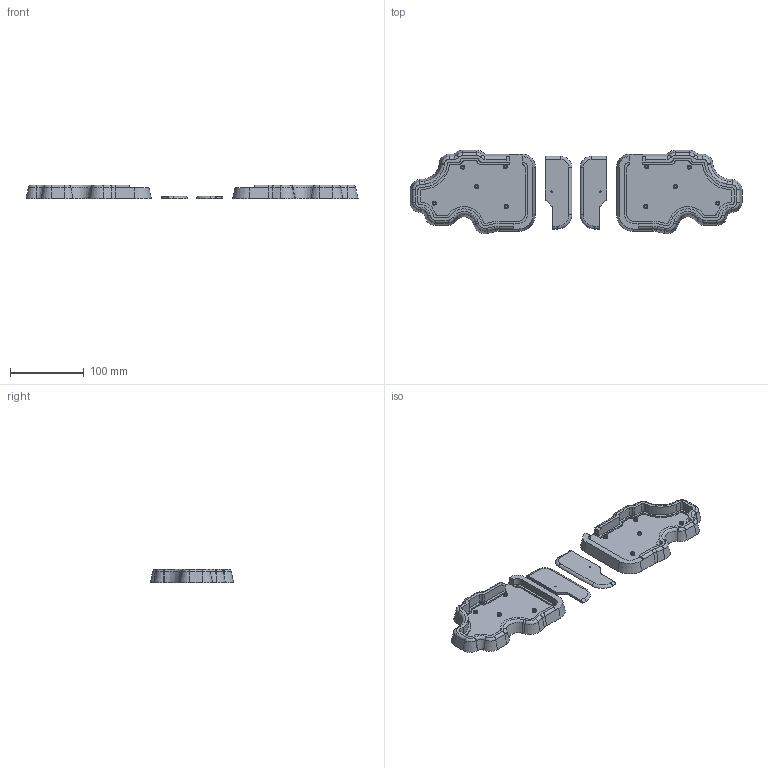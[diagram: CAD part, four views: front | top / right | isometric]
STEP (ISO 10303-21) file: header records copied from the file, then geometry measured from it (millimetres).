
FILE_DESCRIPTION(/* description */ ('STEP AP242','CAx-IF Rec.Pracs.---Representation and Presentation of Product Manufacturing Information (PMI)---4.0---2014-10-13','CAx-IF Rec.Pracs.---3D Tessellated Geometry---0.4---2014-09-14','2;1'),/* implementation_level */ '2;1');
FILE_NAME(/* name */ '62e7ec44da23c73a67cd788e',/* time_stamp */ '2022-08-01T15:07:48+00:00',/* author */ (''),/* organization */ (''),/* preprocessor_version */ 'ST-DEVELOPER v18.102',/* originating_system */ ' ',/* authorisation */ ' ');
FILE_SCHEMA (('AP242_MANAGED_MODEL_BASED_3D_ENGINEERING_MIM_LF { 1 0 10303 442 1 1 4 }'));
Length unit declared in the file: metre
Products named in the file (4): SephiretteLeftCase; SephiretteRightCover; SephiretteLeftCover; SephiretteRightCase
Bounding box: 449.75 x 112.84 x 18.15 mm (x, y, z)
Volume: 222291 mm3; surface area: 99447 mm2
Topology: 4 solids, 4 shells, 316 faces, 812 edges, 524 vertices
Faces by surface type: plane 130, cylinder 122, cone 32, torus 32
Full cylindrical faces by diameter (mm): 2 x2, 3 x10, 5.5 x10
Entity records: 9719 total; most frequent: CARTESIAN_POINT 1814, DIRECTION 1706, ORIENTED_EDGE 1580, EDGE_CURVE 790, AXIS2_PLACEMENT_3D 648, VERTEX_POINT 524, LINE 410, VECTOR 410
